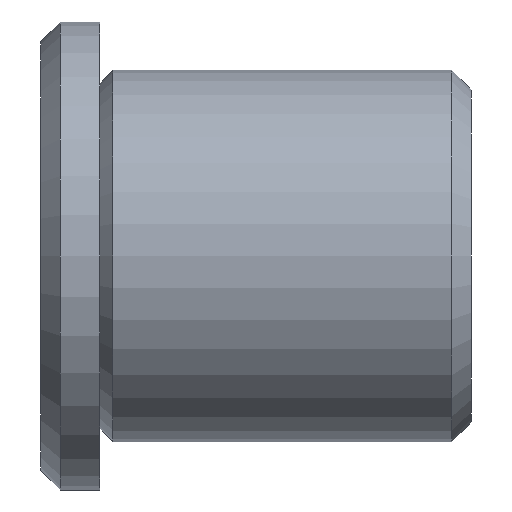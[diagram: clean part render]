
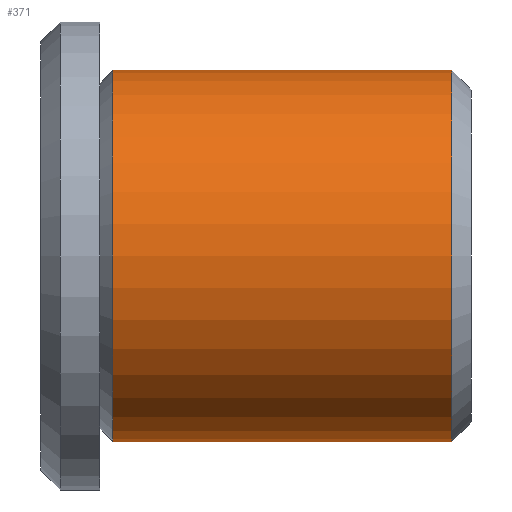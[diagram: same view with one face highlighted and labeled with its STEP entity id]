
A CAD part, left-side view. The second image highlights one B-rep face of the part: STEP entity #371.
In plain terms, the highlighted cylindrical face has radius 4.763 mm (diameter 9.525 mm), a partial arc.
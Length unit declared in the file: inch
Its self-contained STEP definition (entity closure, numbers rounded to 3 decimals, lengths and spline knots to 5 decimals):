
#1 = ORIENTED_EDGE ( 'NONE', *, *, #392, .T. ) ;
#11 = CARTESIAN_POINT ( 'NONE',  ( 0., -0.1975, -0.1875 ) ) ;
#14 = LINE ( 'NONE', #166, #423 ) ;
#17 = EDGE_CURVE ( 'NONE', #389, #38, #18, .T. ) ;
#18 = CIRCLE ( 'NONE', #254, 0.1875 ) ;
#26 = CYLINDRICAL_SURFACE ( 'NONE', #133, 0.1875 ) ;
#35 = VERTEX_POINT ( 'NONE', #246 ) ;
#38 = VERTEX_POINT ( 'NONE', #277 ) ;
#42 = ORIENTED_EDGE ( 'NONE', *, *, #17, .F. ) ;
#79 = CARTESIAN_POINT ( 'NONE',  ( 0., 0.2175, 0. ) ) ;
#83 = CARTESIAN_POINT ( 'NONE',  ( 0., 0.1445, 0. ) ) ;
#127 = DIRECTION ( 'NONE',  ( 0., 1., 0. ) ) ;
#131 = VERTEX_POINT ( 'NONE', #11 ) ;
#133 = AXIS2_PLACEMENT_3D ( 'NONE', #79, #181, #497 ) ;
#140 = EDGE_CURVE ( 'NONE', #131, #389, #14, .T. ) ;
#151 = DIRECTION ( 'NONE',  ( 0., 1., 0. ) ) ;
#157 = DIRECTION ( 'NONE',  ( 0., 0., 1. ) ) ;
#166 = CARTESIAN_POINT ( 'NONE',  ( 0., 0.2175, -0.1875 ) ) ;
#181 = DIRECTION ( 'NONE',  ( 0., 1., 0. ) ) ;
#193 = DIRECTION ( 'NONE',  ( 0., 1., 0. ) ) ;
#212 = EDGE_CURVE ( 'NONE', #131, #35, #317, .T. ) ;
#223 = ORIENTED_EDGE ( 'NONE', *, *, #140, .F. ) ;
#246 = CARTESIAN_POINT ( 'NONE',  ( 0., -0.1975, 0.1875 ) ) ;
#254 = AXIS2_PLACEMENT_3D ( 'NONE', #83, #193, #157 ) ;
#277 = CARTESIAN_POINT ( 'NONE',  ( 0., 0.1445, 0.1875 ) ) ;
#299 = DIRECTION ( 'NONE',  ( 0., 0., 1. ) ) ;
#317 = CIRCLE ( 'NONE', #451, 0.1875 ) ;
#333 = DIRECTION ( 'NONE',  ( 0., 1., 0. ) ) ;
#351 = VECTOR ( 'NONE', #151, 39.37008 ) ;
#370 = CARTESIAN_POINT ( 'NONE',  ( 0., -0.1975, 0. ) ) ;
#371 = ADVANCED_FACE ( 'NONE', ( #427 ), #26, .T. ) ;
#388 = CARTESIAN_POINT ( 'NONE',  ( 0., 0.2175, 0.1875 ) ) ;
#389 = VERTEX_POINT ( 'NONE', #463 ) ;
#392 = EDGE_CURVE ( 'NONE', #35, #38, #465, .T. ) ;
#423 = VECTOR ( 'NONE', #127, 39.37008 ) ;
#427 = FACE_OUTER_BOUND ( 'NONE', #474, .T. ) ;
#451 = AXIS2_PLACEMENT_3D ( 'NONE', #370, #333, #299 ) ;
#463 = CARTESIAN_POINT ( 'NONE',  ( 0., 0.1445, -0.1875 ) ) ;
#465 = LINE ( 'NONE', #388, #351 ) ;
#474 = EDGE_LOOP ( 'NONE', ( #223, #498, #1, #42 ) ) ;
#497 = DIRECTION ( 'NONE',  ( 0., 0., 1. ) ) ;
#498 = ORIENTED_EDGE ( 'NONE', *, *, #212, .T. ) ;
